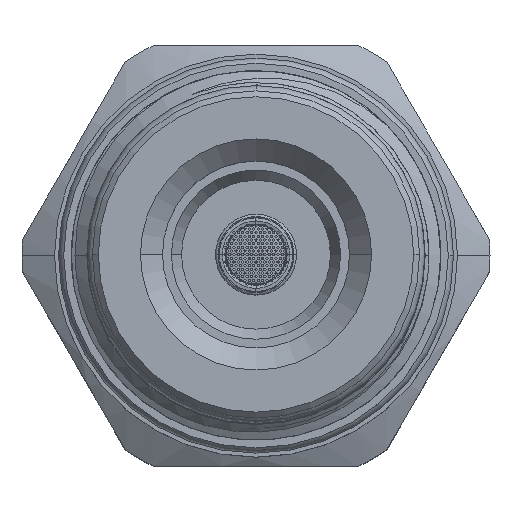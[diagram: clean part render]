
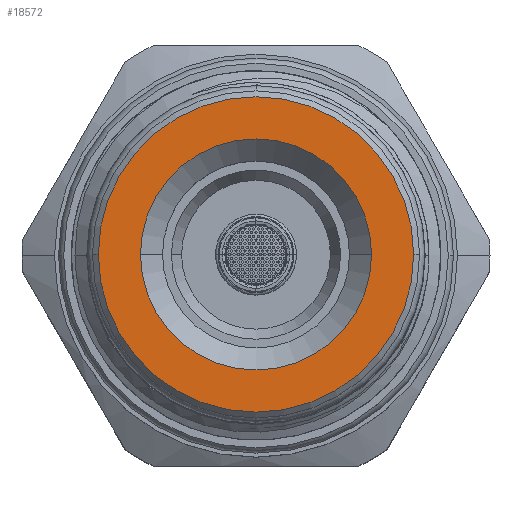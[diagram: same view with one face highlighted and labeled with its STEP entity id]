
A CAD part, top view. The second image highlights one B-rep face of the part: STEP entity #18572.
In plain terms, the highlighted planar face has unit normal (0, 0, 1).
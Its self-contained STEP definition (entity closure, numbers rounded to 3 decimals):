
#1174 = VERTEX_POINT ( 'NONE', #29233 ) ;
#2495 = ORIENTED_EDGE ( 'NONE', *, *, #12497, .F. ) ;
#3319 = DIRECTION ( 'NONE',  ( 0., 0., -1. ) ) ;
#4175 = VERTEX_POINT ( 'NONE', #46254 ) ;
#4310 = AXIS2_PLACEMENT_3D ( 'NONE', #51766, #55570, #30022 ) ;
#6439 = EDGE_LOOP ( 'NONE', ( #2495, #14802 ) ) ;
#7263 = EDGE_CURVE ( 'NONE', #45573, #15814, #55447, .T. ) ;
#7412 = ORIENTED_EDGE ( 'NONE', *, *, #18638, .T. ) ;
#9890 = CIRCLE ( 'NONE', #51914, 10.715 ) ;
#11664 = PLANE ( 'NONE',  #30358 ) ;
#12497 = EDGE_CURVE ( 'NONE', #15814, #45573, #37395, .T. ) ;
#14802 = ORIENTED_EDGE ( 'NONE', *, *, #7263, .F. ) ;
#15814 = VERTEX_POINT ( 'NONE', #16428 ) ;
#16428 = CARTESIAN_POINT ( 'NONE',  ( 7.85, 0., -2.957 ) ) ;
#18572 = ADVANCED_FACE ( 'NONE', ( #21460, #50821 ), #11664, .F. ) ;
#18638 = EDGE_CURVE ( 'NONE', #4175, #1174, #9890, .T. ) ;
#21460 = FACE_OUTER_BOUND ( 'NONE', #24818, .T. ) ;
#23220 = CARTESIAN_POINT ( 'NONE',  ( 0., 0., -2.957 ) ) ;
#24818 = EDGE_LOOP ( 'NONE', ( #7412, #50756 ) ) ;
#28357 = AXIS2_PLACEMENT_3D ( 'NONE', #35005, #47770, #34798 ) ;
#28689 = EDGE_CURVE ( 'NONE', #1174, #4175, #32863, .T. ) ;
#29233 = CARTESIAN_POINT ( 'NONE',  ( 10.715, 0., -2.957 ) ) ;
#30022 = DIRECTION ( 'NONE',  ( 1., 0., 0. ) ) ;
#30195 = CARTESIAN_POINT ( 'NONE',  ( -7.85, 0., -2.957 ) ) ;
#30358 = AXIS2_PLACEMENT_3D ( 'NONE', #54987, #3319, #42595 ) ;
#32863 = CIRCLE ( 'NONE', #28357, 10.715 ) ;
#34798 = DIRECTION ( 'NONE',  ( -1., 0., 0. ) ) ;
#35005 = CARTESIAN_POINT ( 'NONE',  ( 0., 0., -2.957 ) ) ;
#36396 = DIRECTION ( 'NONE',  ( 1., 0., 0. ) ) ;
#37395 = CIRCLE ( 'NONE', #4310, 7.85 ) ;
#38768 = CARTESIAN_POINT ( 'NONE',  ( 0., 0., -2.957 ) ) ;
#42595 = DIRECTION ( 'NONE',  ( -1., 0., 0. ) ) ;
#44102 = AXIS2_PLACEMENT_3D ( 'NONE', #23220, #44605, #36396 ) ;
#44605 = DIRECTION ( 'NONE',  ( 0., 0., 1. ) ) ;
#45573 = VERTEX_POINT ( 'NONE', #30195 ) ;
#46254 = CARTESIAN_POINT ( 'NONE',  ( -10.715, 0., -2.957 ) ) ;
#47770 = DIRECTION ( 'NONE',  ( 0., 0., 1. ) ) ;
#50756 = ORIENTED_EDGE ( 'NONE', *, *, #28689, .T. ) ;
#50821 = FACE_BOUND ( 'NONE', #6439, .T. ) ;
#51572 = DIRECTION ( 'NONE',  ( -1., 0., 0. ) ) ;
#51766 = CARTESIAN_POINT ( 'NONE',  ( 0., 0., -2.957 ) ) ;
#51914 = AXIS2_PLACEMENT_3D ( 'NONE', #38768, #55736, #51572 ) ;
#54987 = CARTESIAN_POINT ( 'NONE',  ( 0., 0., -2.957 ) ) ;
#55447 = CIRCLE ( 'NONE', #44102, 7.85 ) ;
#55570 = DIRECTION ( 'NONE',  ( 0., 0., 1. ) ) ;
#55736 = DIRECTION ( 'NONE',  ( 0., 0., 1. ) ) ;
